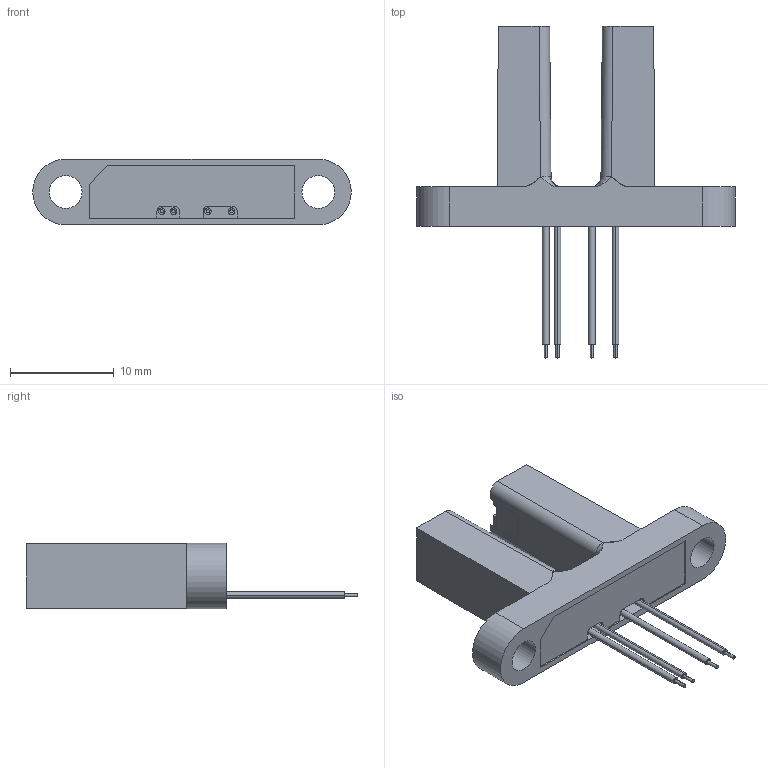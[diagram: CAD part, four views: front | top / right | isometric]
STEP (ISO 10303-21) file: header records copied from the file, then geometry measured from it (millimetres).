
FILE_DESCRIPTION (( 'STEP AP214' ), '1' );
FILE_NAME ('OPB816.STEP', '2016-12-15T12:58:32', ( '' ), ( '' ), 'SwSTEP 2.0', 'SolidWorks 2015', '' );
FILE_SCHEMA (( 'AUTOMOTIVE_DESIGN' ));
Length unit declared in the file: inch
Products named in the file (1): OPB816
Bounding box: 30.73 x 32.03 x 6.35 mm (x, y, z)
Volume: 1613.4 mm3; surface area: 1580.6 mm2
Topology: 1 solids, 1 shells, 187 faces, 562 edges, 370 vertices
Faces by surface type: plane 122, cylinder 39, bspline 20, cone 6
Entity records: 9817 total; most frequent: CARTESIAN_POINT 2395, ORIENTED_EDGE 1124, DIRECTION 907, EDGE_CURVE 562, VECTOR 379, LINE 379, VERTEX_POINT 370, AXIS2_PLACEMENT_3D 264
